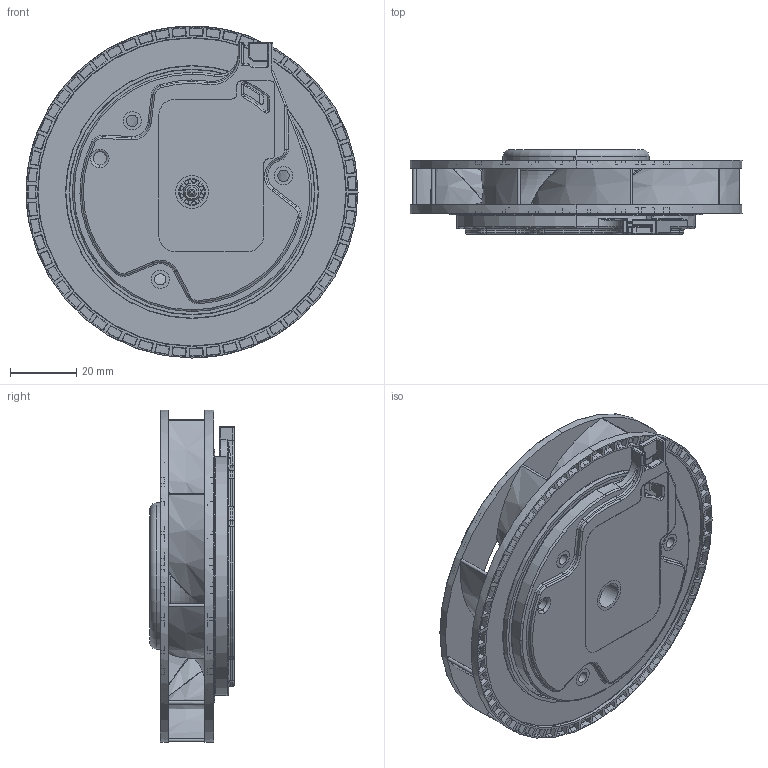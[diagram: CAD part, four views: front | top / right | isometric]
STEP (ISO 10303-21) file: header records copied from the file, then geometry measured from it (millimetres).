
FILE_DESCRIPTION (( 'STEP AP203' ), '1' );
FILE_NAME ('ODC10025_m0.stp', '2025-05-01T15:03:27', ( '' ), ( '' ), 'SwSTEP 2.0', 'SolidWorks 2018', '' );
FILE_SCHEMA (( 'CONFIG_CONTROL_DESIGN' ));
Products named in the file (1): ODC10025_m0
Bounding box: 100 x 25.5 x 100 mm (x, y, z)
Volume: 34475 mm3; surface area: 53588.4 mm2
Topology: 7 solids, 7 shells, 2434 faces, 5949 edges, 3620 vertices
Faces by surface type: cylinder 1107, plane 696, torus 478, bspline 93, sphere 35, cone 25
Entity records: 82672 total; most frequent: CARTESIAN_POINT 26317, DIRECTION 11918, ORIENTED_EDGE 11780, EDGE_CURVE 5890, AXIS2_PLACEMENT_3D 4782, VERTEX_POINT 3619, EDGE_LOOP 2621, CIRCLE 2440
